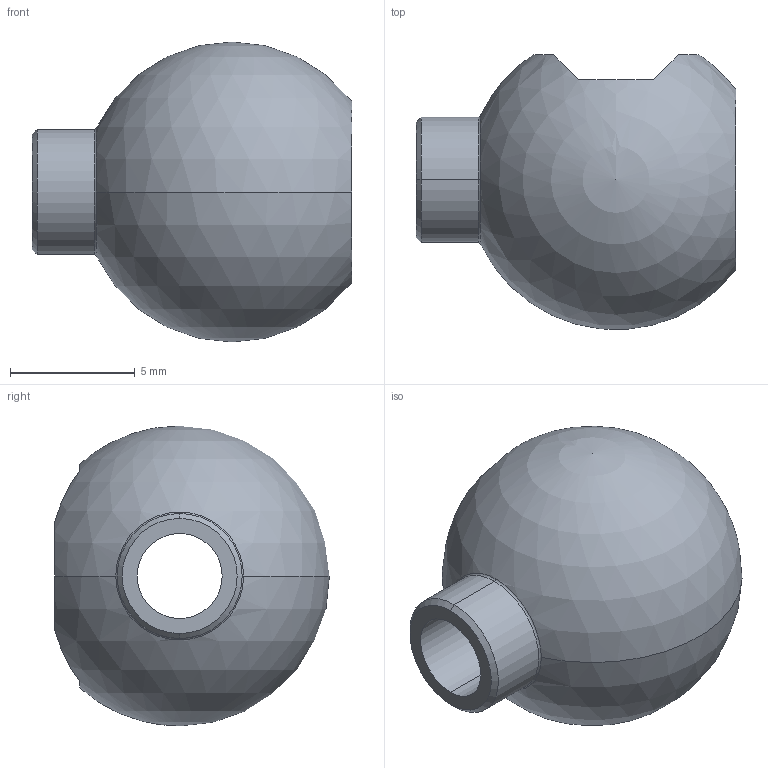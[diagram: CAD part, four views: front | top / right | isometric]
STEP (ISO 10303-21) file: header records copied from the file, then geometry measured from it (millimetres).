
FILE_DESCRIPTION (( 'STEP AP214' ), '1' );
FILE_NAME ('OM-009-010-130_01.STEP', '2024-10-01T17:03:03', ( '' ), ( '' ), 'SwSTEP 2.0', 'SolidWorks 2022', '' );
FILE_SCHEMA (( 'AUTOMOTIVE_DESIGN' ));
Length unit declared in the file: millimetre
Products named in the file (1): OM-009-010-130_01
Bounding box: 12.8 x 10.99 x 12 mm (x, y, z)
Volume: 742.1 mm3; surface area: 596 mm2
Topology: 1 solids, 1 shells, 19 faces, 51 edges, 32 vertices
Faces by surface type: plane 7, cone 4, cylinder 4, torus 2, sphere 2
Entity records: 602 total; most frequent: DIRECTION 118, CARTESIAN_POINT 93, ORIENTED_EDGE 90, AXIS2_PLACEMENT_3D 53, EDGE_CURVE 45, CIRCLE 33, VERTEX_POINT 28, EDGE_LOOP 21
